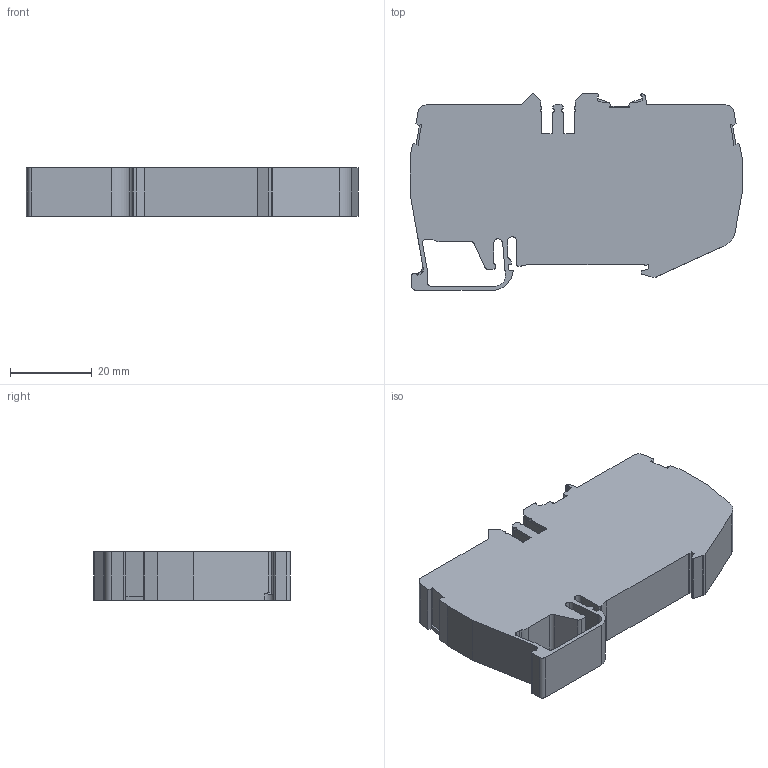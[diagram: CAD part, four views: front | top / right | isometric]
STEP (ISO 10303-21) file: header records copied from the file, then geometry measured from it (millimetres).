
FILE_DESCRIPTION (( 'STEP AP214' ), '1' );
FILE_NAME ('M064501 sarý-yeþil.STEP', '2017-09-25T06:46:37', ( '' ), ( '' ), 'SwSTEP 2.0', 'SolidWorks 2017', '' );
FILE_SCHEMA (( 'AUTOMOTIVE_DESIGN' ));
Length unit declared in the file: millimetre
Products named in the file (1): M064501 sarý-yeþil
Bounding box: 81.45 x 48.19 x 12 mm (x, y, z)
Volume: 35760 mm3; surface area: 10743.9 mm2
Topology: 1 solids, 1 shells, 269 faces, 783 edges, 520 vertices
Faces by surface type: plane 156, cylinder 113
Entity records: 9162 total; most frequent: CARTESIAN_POINT 1614, ORIENTED_EDGE 1566, DIRECTION 1528, EDGE_CURVE 783, VECTOR 556, LINE 556, VERTEX_POINT 520, AXIS2_PLACEMENT_3D 486
